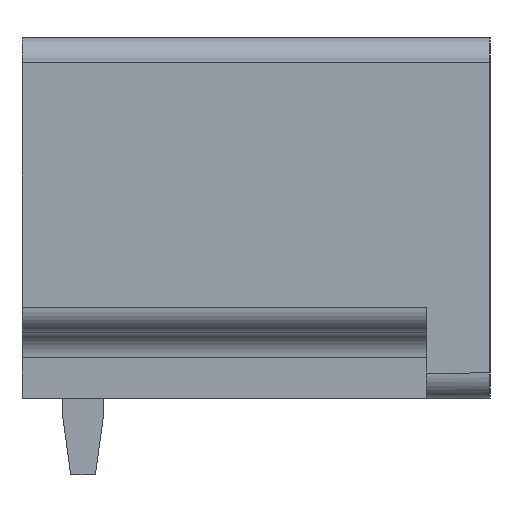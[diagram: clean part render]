
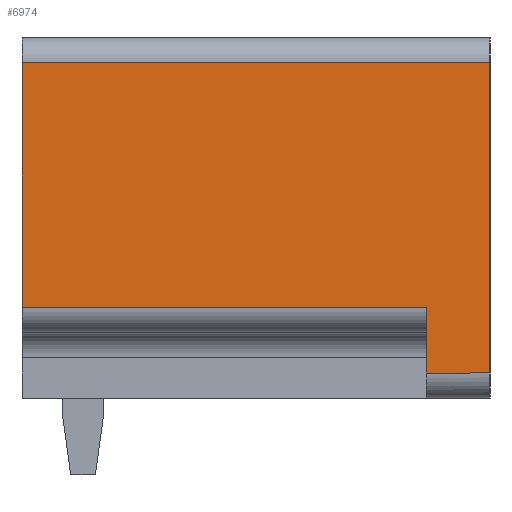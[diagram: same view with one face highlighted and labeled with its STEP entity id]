
A CAD part, left-side view. The second image highlights one B-rep face of the part: STEP entity #6974.
In plain terms, the highlighted planar face has unit normal (-1, 0, 0).
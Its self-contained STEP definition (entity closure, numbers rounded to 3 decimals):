
#6959=AXIS2_PLACEMENT_3D('Plane Axis2P3D',#6956,#6957,#6958) ;
#70=CARTESIAN_POINT('Vertex',(0.,0.,8.1)) ;
#73=CARTESIAN_POINT('Line Origine',(0.,0.,5.05)) ;
#77=CARTESIAN_POINT('Vertex',(0.,0.,2.)) ;
#6802=CARTESIAN_POINT('Vertex',(0.,9.2,8.1)) ;
#6805=CARTESIAN_POINT('Line Origine',(0.,4.6,8.1)) ;
#6822=CARTESIAN_POINT('Line Origine',(0.,4.6,2.)) ;
#6826=CARTESIAN_POINT('Vertex',(0.,1.25,2.)) ;
#6892=CARTESIAN_POINT('Vertex',(0.,1.25,3.29)) ;
#6900=CARTESIAN_POINT('Line Origine',(0.,1.25,2.645)) ;
#6937=CARTESIAN_POINT('Line Origine',(0.,5.225,3.29)) ;
#6941=CARTESIAN_POINT('Vertex',(0.,9.2,3.29)) ;
#6956=CARTESIAN_POINT('Axis2P3D Location',(0.,0.,8.1)) ;
#6961=CARTESIAN_POINT('Line Origine',(0.,9.2,5.695)) ;
#74=DIRECTION('Vector Direction',(0.,0.,-1.)) ;
#6806=DIRECTION('Vector Direction',(0.,-1.,0.)) ;
#6823=DIRECTION('Vector Direction',(0.,-1.,0.)) ;
#6901=DIRECTION('Vector Direction',(0.,0.,-1.)) ;
#6938=DIRECTION('Vector Direction',(0.,1.,0.)) ;
#6957=DIRECTION('Axis2P3D Direction',(1.,-0.,0.)) ;
#6958=DIRECTION('Axis2P3D XDirection',(0.,0.,-1.)) ;
#6962=DIRECTION('Vector Direction',(0.,0.,-1.)) ;
#75=VECTOR('Line Direction',#74,1.) ;
#6807=VECTOR('Line Direction',#6806,1.) ;
#6824=VECTOR('Line Direction',#6823,1.) ;
#6902=VECTOR('Line Direction',#6901,1.) ;
#6939=VECTOR('Line Direction',#6938,1.) ;
#6963=VECTOR('Line Direction',#6962,1.) ;
#6967=ORIENTED_EDGE('',*,*,#6943,.T.) ;
#6968=ORIENTED_EDGE('',*,*,#6904,.T.) ;
#6969=ORIENTED_EDGE('',*,*,#6828,.F.) ;
#6970=ORIENTED_EDGE('',*,*,#79,.F.) ;
#6971=ORIENTED_EDGE('',*,*,#6809,.T.) ;
#6972=ORIENTED_EDGE('',*,*,#6965,.F.) ;
#6974=ADVANCED_FACE('HOUSING',(#6973),#6960,.F.) ;
#79=EDGE_CURVE('',#71,#78,#76,.T.) ;
#6809=EDGE_CURVE('',#71,#6803,#6808,.F.) ;
#6828=EDGE_CURVE('',#78,#6827,#6825,.F.) ;
#6904=EDGE_CURVE('',#6893,#6827,#6903,.T.) ;
#6943=EDGE_CURVE('',#6942,#6893,#6940,.F.) ;
#6965=EDGE_CURVE('',#6942,#6803,#6964,.F.) ;
#6966=EDGE_LOOP('',(#6967,#6968,#6969,#6970,#6971,#6972)) ;
#6973=FACE_OUTER_BOUND('',#6966,.T.) ;
#76=LINE('Line',#73,#75) ;
#6808=LINE('Line',#6805,#6807) ;
#6825=LINE('Line',#6822,#6824) ;
#6903=LINE('Line',#6900,#6902) ;
#6940=LINE('Line',#6937,#6939) ;
#6964=LINE('Line',#6961,#6963) ;
#6960=PLANE('',#6959) ;
#71=VERTEX_POINT('',#70) ;
#78=VERTEX_POINT('',#77) ;
#6803=VERTEX_POINT('',#6802) ;
#6827=VERTEX_POINT('',#6826) ;
#6893=VERTEX_POINT('',#6892) ;
#6942=VERTEX_POINT('',#6941) ;
